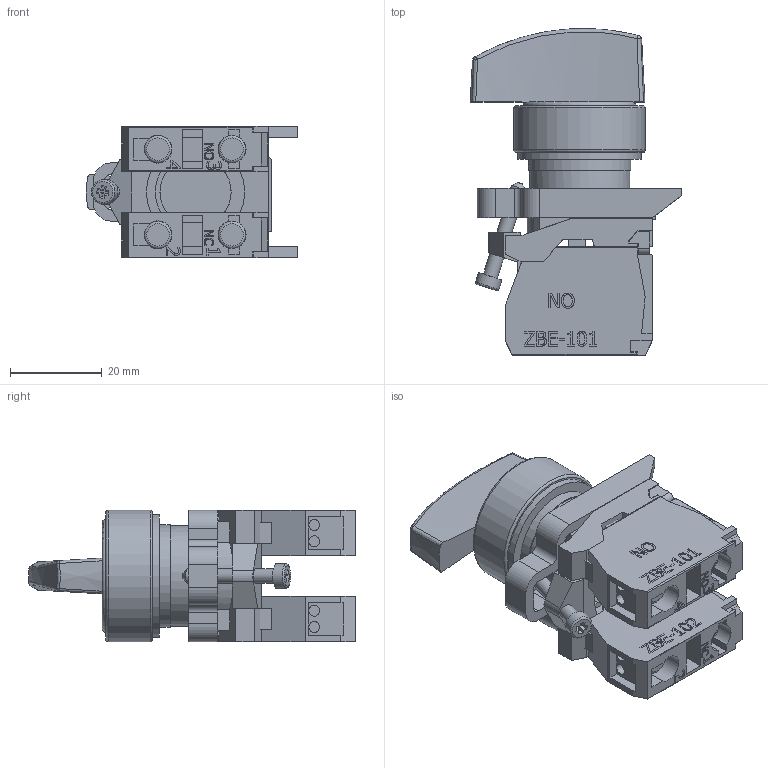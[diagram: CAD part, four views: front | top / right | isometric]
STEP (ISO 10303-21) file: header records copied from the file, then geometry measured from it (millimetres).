
FILE_DESCRIPTION(/* description */ ('Pushbutton Mounting Collar, Type: XB4, Size: 22mm'),/* implementation_level */ '2;1');
FILE_NAME(/* name */ 'Switch Assembly.stp',/* time_stamp */ '2014-11-11T21:42:53-05:00',/* author */ ('David'),/* organization */ (''),/* preprocessor_version */ 'ST-DEVELOPER v15.2',/* originating_system */ 'Autodesk Inventor 2014',/* authorisation */ '');
FILE_SCHEMA (('AUTOMOTIVE_DESIGN { 1 0 10303 214 3 1 1 }'));
Length unit declared in the file: inch
Products named in the file (5): Mounting Collar; Contact NC; Contact NO; Switch EXTENDED LEVER; Switch Assembly
Bounding box: 45.99 x 71.15 x 28.57 mm (x, y, z)
Volume: 33585.8 mm3; surface area: 17915 mm2
Topology: 5 solids, 5 shells, 863 faces, 2318 edges, 1517 vertices
Faces by surface type: plane 595, bspline 170, cylinder 77, torus 10, cone 7, sphere 4
Full cylindrical faces by diameter (mm): 2.381 x8, 3.175 x2, 5.334 x1, 5.924 x4, 15.494 x1, 21.336 x1, 21.844 x1, 22.225 x1, 24.511 x1, 26.797 x1, 28.575 x1
Entity records: 27907 total; most frequent: CARTESIAN_POINT 7213, ORIENTED_EDGE 4550, DIRECTION 3539, EDGE_CURVE 2275, LINE 1719, VECTOR 1719, VERTEX_POINT 1505, EDGE_LOOP 952
